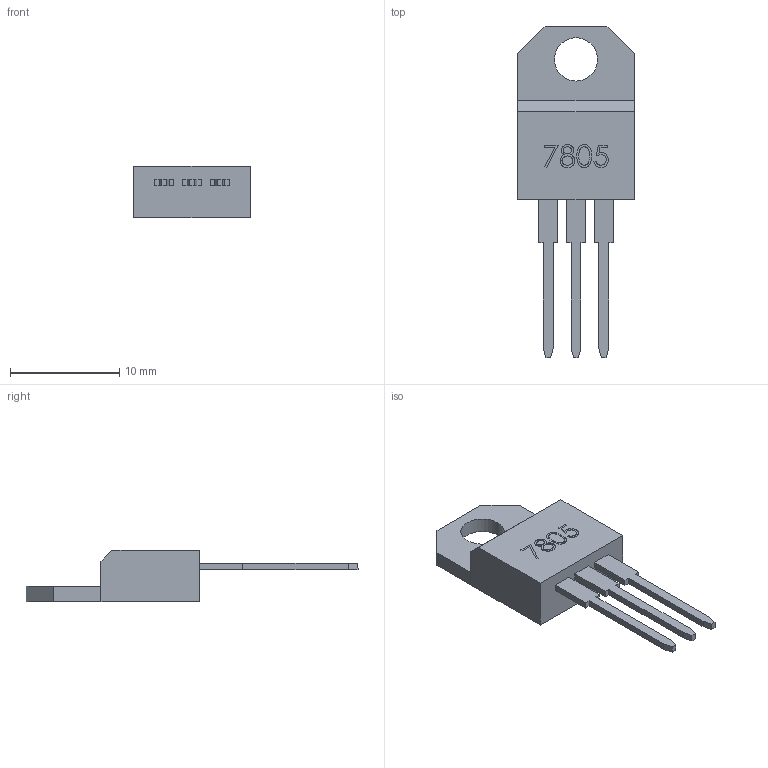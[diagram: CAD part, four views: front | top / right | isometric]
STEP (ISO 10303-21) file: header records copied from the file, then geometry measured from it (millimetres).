
FILE_DESCRIPTION (( 'STEP AP214' ), '1' );
FILE_NAME ('User Library-7805.STEP', '2020-10-03T17:40:11', ( '' ), ( '' ), 'SwSTEP 2.0', 'SolidWorks 2020', '' );
FILE_SCHEMA (( 'AUTOMOTIVE_DESIGN' ));
Length unit declared in the file: inch
Products named in the file (3): User Library-7805; Back; Front
Assembly tree (2 placements, depth 2):
  User Library-7805
    Front
    Back
Bounding box: 10.67 x 30.37 x 4.7 mm (x, y, z)
Volume: 553.1 mm3; surface area: 832.6 mm2
Topology: 2 solids, 2 shells, 111 faces, 291 edges, 194 vertices
Faces by surface type: plane 75, bspline 34, cylinder 2
Entity records: 7036 total; most frequent: CARTESIAN_POINT 2955, ORIENTED_EDGE 582, DIRECTION 391, EDGE_CURVE 291, LINE 219, VECTOR 219, VERTEX_POINT 194, EDGE_LOOP 123
